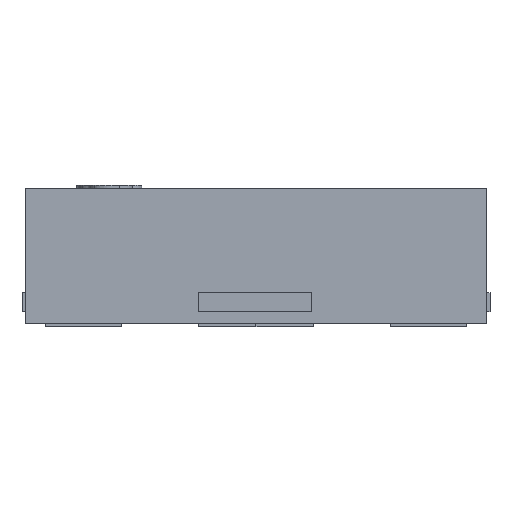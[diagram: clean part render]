
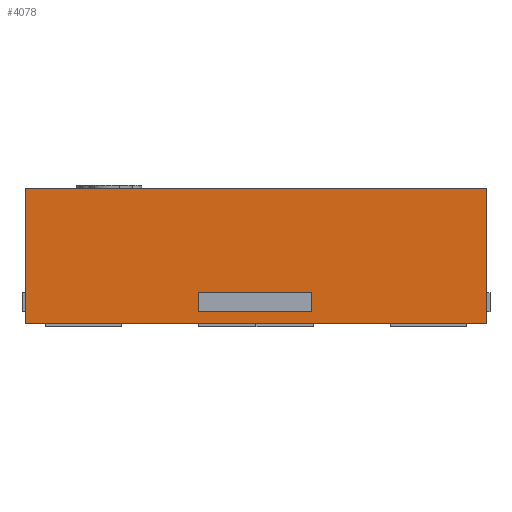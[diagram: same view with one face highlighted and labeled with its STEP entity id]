
A CAD part, left-side view. The second image highlights one B-rep face of the part: STEP entity #4078.
In plain terms, the highlighted planar face has unit normal (-1, 0, 0).
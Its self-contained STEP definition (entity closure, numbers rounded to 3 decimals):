
#42 = VERTEX_POINT ( 'NONE', #3178 ) ;
#121 = LINE ( 'NONE', #8148, #8038 ) ;
#511 = CARTESIAN_POINT ( 'NONE',  ( -0.6, 0.6, 0.36 ) ) ;
#567 = PLANE ( 'NONE',  #12216 ) ;
#617 = VECTOR ( 'NONE', #8853, 1000. ) ;
#1098 = CARTESIAN_POINT ( 'NONE',  ( -0.6, 0.15, 0.039 ) ) ;
#1135 = CARTESIAN_POINT ( 'NONE',  ( -0.6, 0.15, 0.039 ) ) ;
#1197 = CARTESIAN_POINT ( 'NONE',  ( -0.6, -0.145, 0.039 ) ) ;
#1200 = LINE ( 'NONE', #1135, #1567 ) ;
#1336 = EDGE_CURVE ( 'NONE', #11046, #9380, #2018, .T. ) ;
#1449 = LINE ( 'NONE', #4500, #1746 ) ;
#1552 = VECTOR ( 'NONE', #7690, 1000. ) ;
#1567 = VECTOR ( 'NONE', #2232, 1000. ) ;
#1731 = LINE ( 'NONE', #8618, #2983 ) ;
#1746 = VECTOR ( 'NONE', #3539, 1000. ) ;
#1881 = VERTEX_POINT ( 'NONE', #1098 ) ;
#2004 = ORIENTED_EDGE ( 'NONE', *, *, #4357, .F. ) ;
#2018 = LINE ( 'NONE', #3034, #1552 ) ;
#2232 = DIRECTION ( 'NONE',  ( 0., 0., -1. ) ) ;
#2248 = LINE ( 'NONE', #7087, #3171 ) ;
#2541 = CARTESIAN_POINT ( 'NONE',  ( -0.6, 0.6, 0.36 ) ) ;
#2551 = EDGE_LOOP ( 'NONE', ( #5661, #8528, #2746, #11580 ) ) ;
#2746 = ORIENTED_EDGE ( 'NONE', *, *, #7733, .T. ) ;
#2884 = VERTEX_POINT ( 'NONE', #6972 ) ;
#2983 = VECTOR ( 'NONE', #12505, 1000. ) ;
#3034 = CARTESIAN_POINT ( 'NONE',  ( -0.6, 0.6, 0.36 ) ) ;
#3112 = DIRECTION ( 'NONE',  ( 0., -1., 0. ) ) ;
#3171 = VECTOR ( 'NONE', #4214, 1000. ) ;
#3178 = CARTESIAN_POINT ( 'NONE',  ( -0.6, -0.145, 0.089 ) ) ;
#3187 = EDGE_CURVE ( 'NONE', #9269, #11046, #10624, .T. ) ;
#3539 = DIRECTION ( 'NONE',  ( 0., -1., 0. ) ) ;
#3620 = DIRECTION ( 'NONE',  ( 0., 1., 0. ) ) ;
#4078 = ADVANCED_FACE ( 'NONE', ( #6498, #10381 ), #567, .F. ) ;
#4146 = ORIENTED_EDGE ( 'NONE', *, *, #9869, .F. ) ;
#4214 = DIRECTION ( 'NONE',  ( 0., 1., 0. ) ) ;
#4253 = LINE ( 'NONE', #1197, #4467 ) ;
#4357 = EDGE_CURVE ( 'NONE', #1881, #6013, #4253, .T. ) ;
#4467 = VECTOR ( 'NONE', #3112, 1000. ) ;
#4500 = CARTESIAN_POINT ( 'NONE',  ( -0.6, 0.6, 0.01 ) ) ;
#4708 = ORIENTED_EDGE ( 'NONE', *, *, #8042, .F. ) ;
#4955 = CARTESIAN_POINT ( 'NONE',  ( -0.6, 0.6, 0.36 ) ) ;
#5541 = DIRECTION ( 'NONE',  ( 1., 0., 0. ) ) ;
#5578 = ORIENTED_EDGE ( 'NONE', *, *, #8546, .F. ) ;
#5661 = ORIENTED_EDGE ( 'NONE', *, *, #1336, .F. ) ;
#6013 = VERTEX_POINT ( 'NONE', #7404 ) ;
#6498 = FACE_OUTER_BOUND ( 'NONE', #2551, .T. ) ;
#6555 = VERTEX_POINT ( 'NONE', #9499 ) ;
#6972 = CARTESIAN_POINT ( 'NONE',  ( -0.6, 0.15, 0.089 ) ) ;
#7087 = CARTESIAN_POINT ( 'NONE',  ( -0.6, 0.15, 0.089 ) ) ;
#7206 = EDGE_LOOP ( 'NONE', ( #2004, #5578, #4146, #4708 ) ) ;
#7404 = CARTESIAN_POINT ( 'NONE',  ( -0.6, -0.145, 0.039 ) ) ;
#7553 = CARTESIAN_POINT ( 'NONE',  ( -0.6, -0.6, 0.36 ) ) ;
#7690 = DIRECTION ( 'NONE',  ( 0., -1., 0. ) ) ;
#7733 = EDGE_CURVE ( 'NONE', #9269, #6555, #1449, .T. ) ;
#8038 = VECTOR ( 'NONE', #10963, 1000. ) ;
#8042 = EDGE_CURVE ( 'NONE', #6013, #42, #1731, .T. ) ;
#8148 = CARTESIAN_POINT ( 'NONE',  ( -0.6, -0.6, 0.36 ) ) ;
#8528 = ORIENTED_EDGE ( 'NONE', *, *, #3187, .F. ) ;
#8546 = EDGE_CURVE ( 'NONE', #2884, #1881, #1200, .T. ) ;
#8618 = CARTESIAN_POINT ( 'NONE',  ( -0.6, -0.145, 0.089 ) ) ;
#8853 = DIRECTION ( 'NONE',  ( 0., 0., 1. ) ) ;
#9269 = VERTEX_POINT ( 'NONE', #9349 ) ;
#9349 = CARTESIAN_POINT ( 'NONE',  ( -0.6, 0.6, 0.01 ) ) ;
#9380 = VERTEX_POINT ( 'NONE', #7553 ) ;
#9499 = CARTESIAN_POINT ( 'NONE',  ( -0.6, -0.6, 0.01 ) ) ;
#9869 = EDGE_CURVE ( 'NONE', #42, #2884, #2248, .T. ) ;
#10381 = FACE_BOUND ( 'NONE', #7206, .T. ) ;
#10624 = LINE ( 'NONE', #4955, #617 ) ;
#10963 = DIRECTION ( 'NONE',  ( 0., 0., 1. ) ) ;
#11046 = VERTEX_POINT ( 'NONE', #511 ) ;
#11260 = EDGE_CURVE ( 'NONE', #6555, #9380, #121, .T. ) ;
#11580 = ORIENTED_EDGE ( 'NONE', *, *, #11260, .T. ) ;
#12216 = AXIS2_PLACEMENT_3D ( 'NONE', #2541, #5541, #3620 ) ;
#12505 = DIRECTION ( 'NONE',  ( 0., 0., 1. ) ) ;
